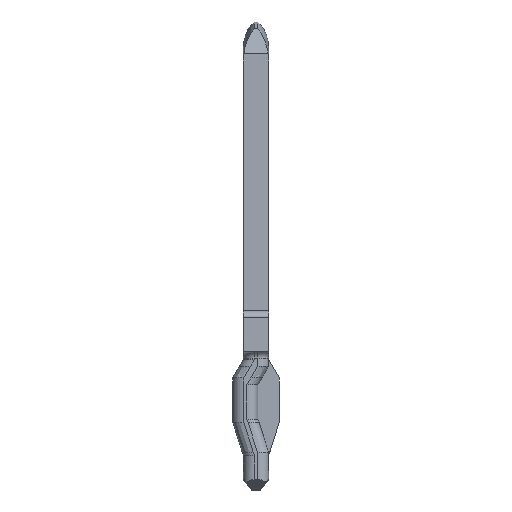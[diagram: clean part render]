
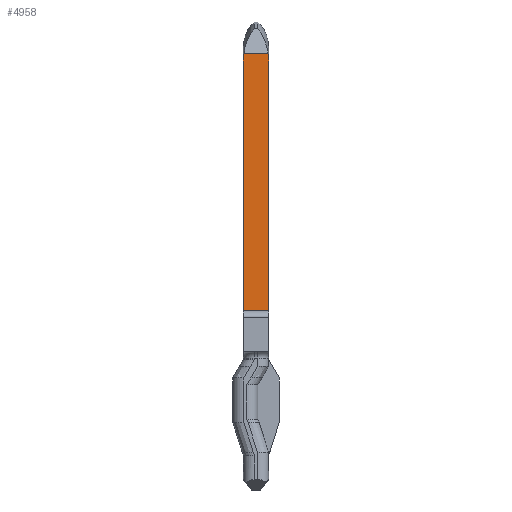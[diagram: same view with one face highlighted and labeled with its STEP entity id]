
A CAD part, left-side view. The second image highlights one B-rep face of the part: STEP entity #4958.
In plain terms, the highlighted planar face has unit normal (-1, 0, 0).
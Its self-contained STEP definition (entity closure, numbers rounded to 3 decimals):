
#507=DIRECTION('',(0.,0.,1.));
#508=VECTOR('',#507,7.949);
#509=CARTESIAN_POINT('',(-3.9,0.4,-9.2));
#510=LINE('',#509,#508);
#689=DIRECTION('',(0.,0.,1.));
#690=VECTOR('',#689,7.949);
#691=CARTESIAN_POINT('',(-3.9,-0.4,-9.2));
#692=LINE('',#691,#690);
#750=DIRECTION('',(0.,1.,0.));
#751=VECTOR('',#750,0.8);
#752=CARTESIAN_POINT('',(-3.9,-0.4,-9.2));
#753=LINE('',#752,#751);
#754=CARTESIAN_POINT('',(-3.9,0.38,-1.));
#755=CARTESIAN_POINT('',(-3.9,0.384,-1.026));
#756=CARTESIAN_POINT('',(-3.9,0.392,-1.08));
#757=CARTESIAN_POINT('',(-3.9,0.398,-1.164));
#758=CARTESIAN_POINT('',(-3.9,0.4,-1.221));
#759=CARTESIAN_POINT('',(-3.9,0.4,-1.251));
#761=DIRECTION('',(0.,1.,0.));
#762=VECTOR('',#761,0.76);
#763=CARTESIAN_POINT('',(-3.9,-0.38,-1.));
#764=LINE('',#763,#762);
#765=CARTESIAN_POINT('',(-3.9,-0.4,-1.251));
#766=CARTESIAN_POINT('',(-3.9,-0.4,-1.221));
#767=CARTESIAN_POINT('',(-3.9,-0.398,-1.164));
#768=CARTESIAN_POINT('',(-3.9,-0.392,-1.08));
#769=CARTESIAN_POINT('',(-3.9,-0.384,-1.026));
#770=CARTESIAN_POINT('',(-3.9,-0.38,-1.));
#3498=CARTESIAN_POINT('',(-3.9,0.4,-1.251));
#3500=VERTEX_POINT('',#3498);
#3503=VERTEX_POINT('',#754);
#3507=CARTESIAN_POINT('',(-3.9,-0.4,-1.251));
#3509=VERTEX_POINT('',#3507);
#3512=VERTEX_POINT('',#770);
#4122=CARTESIAN_POINT('',(-3.9,-0.4,-9.2));
#4123=CARTESIAN_POINT('',(-3.9,0.4,-9.2));
#4124=VERTEX_POINT('',#4122);
#4125=VERTEX_POINT('',#4123);
#4942=CARTESIAN_POINT('',(-3.9,-0.4,-9.4));
#4943=DIRECTION('',(-1.,0.,0.));
#4944=DIRECTION('',(0.,0.,1.));
#4945=AXIS2_PLACEMENT_3D('',#4942,#4943,#4944);
#4946=PLANE('',#4945);
#4948=ORIENTED_EDGE('',*,*,#4947,.T.);
#4949=ORIENTED_EDGE('',*,*,#4673,.T.);
#4951=ORIENTED_EDGE('',*,*,#4950,.F.);
#4953=ORIENTED_EDGE('',*,*,#4952,.F.);
#4954=ORIENTED_EDGE('',*,*,#4929,.F.);
#4955=ORIENTED_EDGE('',*,*,#4870,.F.);
#4956=EDGE_LOOP('',(#4948,#4949,#4951,#4953,#4954,#4955));
#4957=FACE_OUTER_BOUND('',#4956,.F.);
#760=B_SPLINE_CURVE_WITH_KNOTS('',3,(#754,#755,#756,#757,#758,#759),
.UNSPECIFIED.,.F.,.F.,(4,1,1,4),(0.,0.333,0.667,1.),
.UNSPECIFIED.);
#771=B_SPLINE_CURVE_WITH_KNOTS('',3,(#765,#766,#767,#768,#769,#770),
.UNSPECIFIED.,.F.,.F.,(4,1,1,4),(0.,0.333,0.667,1.),
.UNSPECIFIED.);
#4673=EDGE_CURVE('',#4125,#3500,#510,.T.);
#4870=EDGE_CURVE('',#4124,#3509,#692,.T.);
#4929=EDGE_CURVE('',#3509,#3512,#771,.T.);
#4947=EDGE_CURVE('',#4124,#4125,#753,.T.);
#4950=EDGE_CURVE('',#3503,#3500,#760,.T.);
#4952=EDGE_CURVE('',#3512,#3503,#764,.T.);
#4958=ADVANCED_FACE('',(#4957),#4946,.T.);
